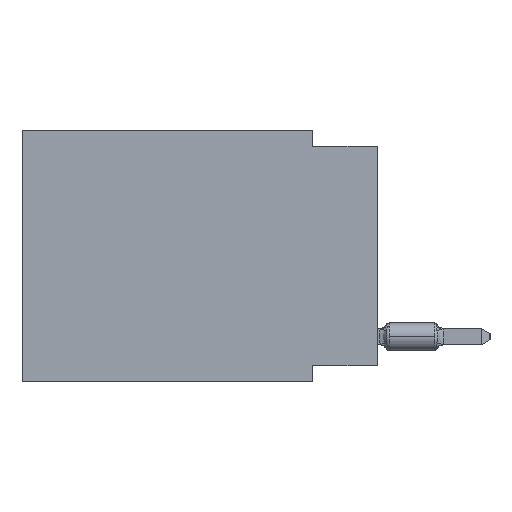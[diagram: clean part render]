
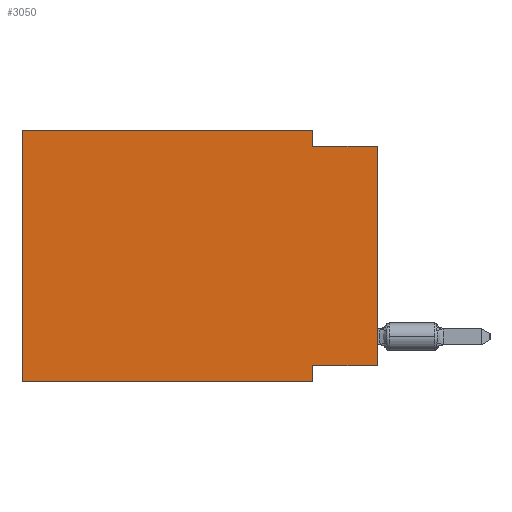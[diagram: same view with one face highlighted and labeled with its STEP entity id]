
A CAD part, left-side view. The second image highlights one B-rep face of the part: STEP entity #3050.
In plain terms, the highlighted planar face has unit normal (-1, 0, 0).
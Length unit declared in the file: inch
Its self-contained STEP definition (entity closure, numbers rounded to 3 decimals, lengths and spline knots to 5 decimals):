
#420 = EDGE_LOOP ( 'NONE', ( #52148, #20771, #43842, #28176, #27707, #12547, #46952, #45466 ) ) ;
#1693 = CARTESIAN_POINT ( 'NONE',  ( 0., 0.1, 0. ) ) ;
#1774 = DIRECTION ( 'NONE',  ( 0., 0., 1. ) ) ;
#2128 = CARTESIAN_POINT ( 'NONE',  ( 0., 0., -0.365 ) ) ;
#2312 = EDGE_CURVE ( 'NONE', #43397, #26688, #3167, .T. ) ;
#2864 = VECTOR ( 'NONE', #6565, 39.37008 ) ;
#3050 = ADVANCED_FACE ( 'NONE', ( #45327 ), #17053, .F. ) ;
#3167 = LINE ( 'NONE', #21879, #30487 ) ;
#4398 = LINE ( 'NONE', #46183, #50274 ) ;
#5818 = CARTESIAN_POINT ( 'NONE',  ( 0., 0.1, -0.39 ) ) ;
#6565 = DIRECTION ( 'NONE',  ( 0., -1., 0. ) ) ;
#6580 = DIRECTION ( 'NONE',  ( 0., 0., -1. ) ) ;
#9841 = CARTESIAN_POINT ( 'NONE',  ( 0., 0.1, 0. ) ) ;
#10452 = VERTEX_POINT ( 'NONE', #26180 ) ;
#11170 = CARTESIAN_POINT ( 'NONE',  ( 0., 0.55, 0. ) ) ;
#11482 = LINE ( 'NONE', #11170, #2864 ) ;
#12153 = DIRECTION ( 'NONE',  ( 1., 0., 0. ) ) ;
#12369 = CARTESIAN_POINT ( 'NONE',  ( 0., 0.1, -0.025 ) ) ;
#12458 = CARTESIAN_POINT ( 'NONE',  ( 0., 0.55, 0. ) ) ;
#12547 = ORIENTED_EDGE ( 'NONE', *, *, #2312, .T. ) ;
#17053 = PLANE ( 'NONE',  #54602 ) ;
#17412 = EDGE_CURVE ( 'NONE', #40391, #34978, #25558, .T. ) ;
#17692 = VERTEX_POINT ( 'NONE', #9841 ) ;
#19535 = EDGE_CURVE ( 'NONE', #43397, #10452, #38907, .T. ) ;
#19787 = VECTOR ( 'NONE', #47904, 39.37008 ) ;
#20771 = ORIENTED_EDGE ( 'NONE', *, *, #17412, .F. ) ;
#21879 = CARTESIAN_POINT ( 'NONE',  ( 0., 0.55, -0.39 ) ) ;
#23111 = DIRECTION ( 'NONE',  ( 0., 1., 0. ) ) ;
#23335 = VECTOR ( 'NONE', #1774, 39.37008 ) ;
#25558 = LINE ( 'NONE', #44303, #43276 ) ;
#25883 = EDGE_CURVE ( 'NONE', #56287, #26688, #28239, .T. ) ;
#26180 = CARTESIAN_POINT ( 'NONE',  ( 0., 0.55, 0. ) ) ;
#26637 = EDGE_CURVE ( 'NONE', #51209, #56287, #4398, .T. ) ;
#26688 = VERTEX_POINT ( 'NONE', #60297 ) ;
#27707 = ORIENTED_EDGE ( 'NONE', *, *, #19535, .F. ) ;
#28176 = ORIENTED_EDGE ( 'NONE', *, *, #52119, .F. ) ;
#28239 = LINE ( 'NONE', #5818, #19787 ) ;
#28468 = CARTESIAN_POINT ( 'NONE',  ( 0., 0., -0.025 ) ) ;
#30487 = VECTOR ( 'NONE', #32818, 39.37008 ) ;
#30569 = CARTESIAN_POINT ( 'NONE',  ( 0., 0.55, -0.39 ) ) ;
#30870 = DIRECTION ( 'NONE',  ( 0., 0., -1. ) ) ;
#32818 = DIRECTION ( 'NONE',  ( 0., -1., 0. ) ) ;
#34280 = CARTESIAN_POINT ( 'NONE',  ( 0., 0.55, 0. ) ) ;
#34978 = VERTEX_POINT ( 'NONE', #28468 ) ;
#35049 = DIRECTION ( 'NONE',  ( 0., -1., 0. ) ) ;
#38907 = LINE ( 'NONE', #34280, #23335 ) ;
#40176 = LINE ( 'NONE', #58944, #55884 ) ;
#40391 = VERTEX_POINT ( 'NONE', #12369 ) ;
#43276 = VECTOR ( 'NONE', #35049, 39.37008 ) ;
#43397 = VERTEX_POINT ( 'NONE', #30569 ) ;
#43842 = ORIENTED_EDGE ( 'NONE', *, *, #56480, .F. ) ;
#44303 = CARTESIAN_POINT ( 'NONE',  ( 0., 0., -0.025 ) ) ;
#45327 = FACE_OUTER_BOUND ( 'NONE', #420, .T. ) ;
#45466 = ORIENTED_EDGE ( 'NONE', *, *, #26637, .F. ) ;
#46183 = CARTESIAN_POINT ( 'NONE',  ( 0., 0., -0.365 ) ) ;
#46952 = ORIENTED_EDGE ( 'NONE', *, *, #25883, .F. ) ;
#47190 = VECTOR ( 'NONE', #6580, 39.37008 ) ;
#47904 = DIRECTION ( 'NONE',  ( 0., 0., -1. ) ) ;
#50274 = VECTOR ( 'NONE', #23111, 39.37008 ) ;
#51209 = VERTEX_POINT ( 'NONE', #2128 ) ;
#52119 = EDGE_CURVE ( 'NONE', #10452, #17692, #11482, .T. ) ;
#52148 = ORIENTED_EDGE ( 'NONE', *, *, #54333, .T. ) ;
#52678 = CARTESIAN_POINT ( 'NONE',  ( 0., 0.1, -0.365 ) ) ;
#53588 = LINE ( 'NONE', #1693, #47190 ) ;
#54333 = EDGE_CURVE ( 'NONE', #51209, #34978, #40176, .T. ) ;
#54602 = AXIS2_PLACEMENT_3D ( 'NONE', #12458, #12153, #30870 ) ;
#55884 = VECTOR ( 'NONE', #59242, 39.37008 ) ;
#56287 = VERTEX_POINT ( 'NONE', #52678 ) ;
#56480 = EDGE_CURVE ( 'NONE', #17692, #40391, #53588, .T. ) ;
#58944 = CARTESIAN_POINT ( 'NONE',  ( 0., 0., 0. ) ) ;
#59242 = DIRECTION ( 'NONE',  ( 0., 0., 1. ) ) ;
#60297 = CARTESIAN_POINT ( 'NONE',  ( 0., 0.1, -0.39 ) ) ;
